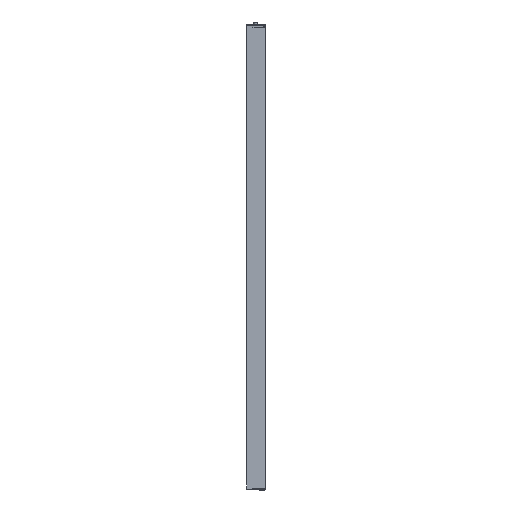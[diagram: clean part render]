
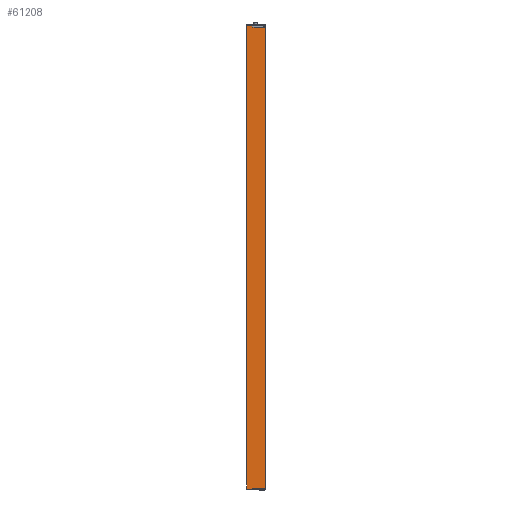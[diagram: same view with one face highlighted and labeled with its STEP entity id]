
A CAD part, left-side view. The second image highlights one B-rep face of the part: STEP entity #61208.
In plain terms, the highlighted planar face has unit normal (-1, 0, 0).
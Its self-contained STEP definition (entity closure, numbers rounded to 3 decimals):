
#531 = LINE ( 'NONE', #27329, #53982 ) ;
#3161 = DIRECTION ( 'NONE',  ( 1., 0., 0. ) ) ;
#5516 = EDGE_CURVE ( 'NONE', #6075, #11328, #531, .T. ) ;
#5701 = AXIS2_PLACEMENT_3D ( 'NONE', #62443, #3161, #37315 ) ;
#6075 = VERTEX_POINT ( 'NONE', #11499 ) ;
#8521 = ORIENTED_EDGE ( 'NONE', *, *, #54549, .F. ) ;
#10900 = PLANE ( 'NONE',  #5701 ) ;
#11328 = VERTEX_POINT ( 'NONE', #28620 ) ;
#11499 = CARTESIAN_POINT ( 'NONE',  ( -5.75, 37.8, 0. ) ) ;
#11590 = DIRECTION ( 'NONE',  ( 0., -1., 0. ) ) ;
#13645 = DIRECTION ( 'NONE',  ( 0., 0., -1. ) ) ;
#13917 = CARTESIAN_POINT ( 'NONE',  ( -5.75, 0.2, 955. ) ) ;
#16112 = DIRECTION ( 'NONE',  ( 0., 0., 1. ) ) ;
#17397 = FACE_OUTER_BOUND ( 'NONE', #43787, .T. ) ;
#18936 = LINE ( 'NONE', #64392, #30279 ) ;
#26613 = VERTEX_POINT ( 'NONE', #66465 ) ;
#27329 = CARTESIAN_POINT ( 'NONE',  ( -5.75, 0., 0. ) ) ;
#28620 = CARTESIAN_POINT ( 'NONE',  ( -5.75, 0.2, 0. ) ) ;
#30279 = VECTOR ( 'NONE', #11590, 1000. ) ;
#31307 = EDGE_CURVE ( 'NONE', #26613, #6075, #33571, .T. ) ;
#31990 = EDGE_CURVE ( 'NONE', #11328, #63740, #49037, .T. ) ;
#33571 = LINE ( 'NONE', #47010, #84256 ) ;
#36390 = ORIENTED_EDGE ( 'NONE', *, *, #31307, .T. ) ;
#37315 = DIRECTION ( 'NONE',  ( 0., 1., 0. ) ) ;
#43787 = EDGE_LOOP ( 'NONE', ( #62550, #50126, #8521, #36390 ) ) ;
#47010 = CARTESIAN_POINT ( 'NONE',  ( -5.75, 37.8, 955. ) ) ;
#49037 = LINE ( 'NONE', #75399, #58069 ) ;
#50126 = ORIENTED_EDGE ( 'NONE', *, *, #31990, .T. ) ;
#53982 = VECTOR ( 'NONE', #73238, 1000. ) ;
#54549 = EDGE_CURVE ( 'NONE', #26613, #63740, #18936, .T. ) ;
#58069 = VECTOR ( 'NONE', #16112, 1000. ) ;
#61208 = ADVANCED_FACE ( 'NONE', ( #17397 ), #10900, .F. ) ;
#62443 = CARTESIAN_POINT ( 'NONE',  ( -5.75, 0., 955. ) ) ;
#62550 = ORIENTED_EDGE ( 'NONE', *, *, #5516, .T. ) ;
#63740 = VERTEX_POINT ( 'NONE', #13917 ) ;
#64392 = CARTESIAN_POINT ( 'NONE',  ( -5.75, 0., 955. ) ) ;
#66465 = CARTESIAN_POINT ( 'NONE',  ( -5.75, 37.8, 955. ) ) ;
#73238 = DIRECTION ( 'NONE',  ( 0., -1., 0. ) ) ;
#75399 = CARTESIAN_POINT ( 'NONE',  ( -5.75, 0.2, 955. ) ) ;
#84256 = VECTOR ( 'NONE', #13645, 1000. ) ;
